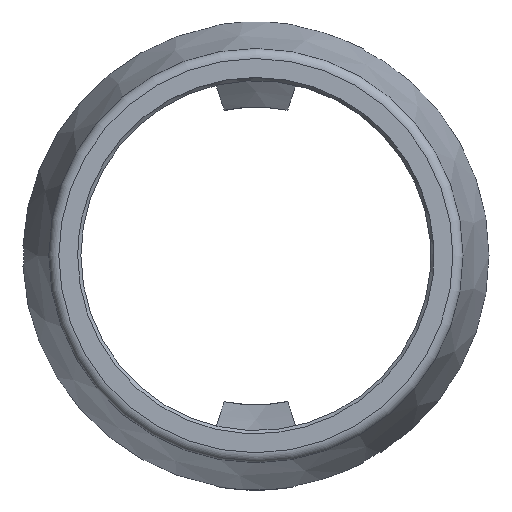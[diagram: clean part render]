
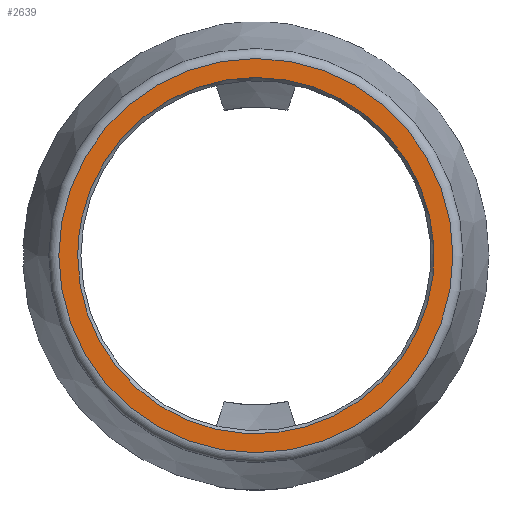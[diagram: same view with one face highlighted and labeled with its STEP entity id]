
A CAD part, top view. The second image highlights one B-rep face of the part: STEP entity #2639.
In plain terms, the highlighted planar face has unit normal (0, 0, 1).
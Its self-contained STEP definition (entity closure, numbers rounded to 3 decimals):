
#1081 = VERTEX_POINT('',#1082);
#1082 = CARTESIAN_POINT('',(-19.023,0.,11.));
#1091 = EDGE_CURVE('',#1081,#1081,#1092,.T.);
#1092 = CIRCLE('',#1093,19.023);
#1093 = AXIS2_PLACEMENT_3D('',#1094,#1095,#1096);
#1094 = CARTESIAN_POINT('',(0.,0.,11.));
#1095 = DIRECTION('',(0.,0.,1.));
#1096 = DIRECTION('',(-1.,0.,0.));
#2568 = VERTEX_POINT('',#2569);
#2569 = CARTESIAN_POINT('',(-17.2,0.,11.));
#2574 = EDGE_CURVE('',#2568,#2568,#2575,.T.);
#2575 = B_SPLINE_CURVE_WITH_KNOTS('',10,(#2576,#2577,#2578,#2579,#2580,
    #2581,#2582,#2583,#2584,#2585,#2586,#2587,#2588,#2589,#2590,#2591,
    #2592,#2593,#2594,#2595),.UNSPECIFIED.,.T.,.F.,(11,9,11),(0.,
    52.779,105.558),.UNSPECIFIED.);
#2576 = CARTESIAN_POINT('',(-17.2,0.,11.));
#2577 = CARTESIAN_POINT('',(-17.2,-5.325,11.));
#2578 = CARTESIAN_POINT('',(-15.368,-10.731,
    11.));
#2579 = CARTESIAN_POINT('',(-11.612,-15.46,
    11.));
#2580 = CARTESIAN_POINT('',(-6.227,-18.681,
    11.));
#2581 = CARTESIAN_POINT('',(0.004,-19.779,
    11.));
#2582 = CARTESIAN_POINT('',(6.213,-18.655,
    11.));
#2583 = CARTESIAN_POINT('',(11.542,-15.469,
    11.));
#2584 = CARTESIAN_POINT('',(15.314,-10.807,
    11.));
#2585 = CARTESIAN_POINT('',(17.2,-5.404,11.));
#2586 = CARTESIAN_POINT('',(17.2,5.404,11.));
#2587 = CARTESIAN_POINT('',(15.314,10.807,
    11.));
#2588 = CARTESIAN_POINT('',(11.542,15.469,
    11.));
#2589 = CARTESIAN_POINT('',(6.213,18.655,
    11.));
#2590 = CARTESIAN_POINT('',(0.004,19.779,
    11.));
#2591 = CARTESIAN_POINT('',(-6.227,18.681,
    11.));
#2592 = CARTESIAN_POINT('',(-11.612,15.46,
    11.));
#2593 = CARTESIAN_POINT('',(-15.368,10.731,
    11.));
#2594 = CARTESIAN_POINT('',(-17.2,5.325,11.));
#2595 = CARTESIAN_POINT('',(-17.2,0.,11.));
#2639 = ADVANCED_FACE('',(#2640,#2643),#2646,.T.);
#2640 = FACE_BOUND('',#2641,.T.);
#2641 = EDGE_LOOP('',(#2642));
#2642 = ORIENTED_EDGE('',*,*,#2574,.F.);
#2643 = FACE_BOUND('',#2644,.T.);
#2644 = EDGE_LOOP('',(#2645));
#2645 = ORIENTED_EDGE('',*,*,#1091,.T.);
#2646 = PLANE('',#2647);
#2647 = AXIS2_PLACEMENT_3D('',#2648,#2649,#2650);
#2648 = CARTESIAN_POINT('',(0.,0.,11.));
#2649 = DIRECTION('',(0.,0.,1.));
#2650 = DIRECTION('',(-1.,0.,0.));
